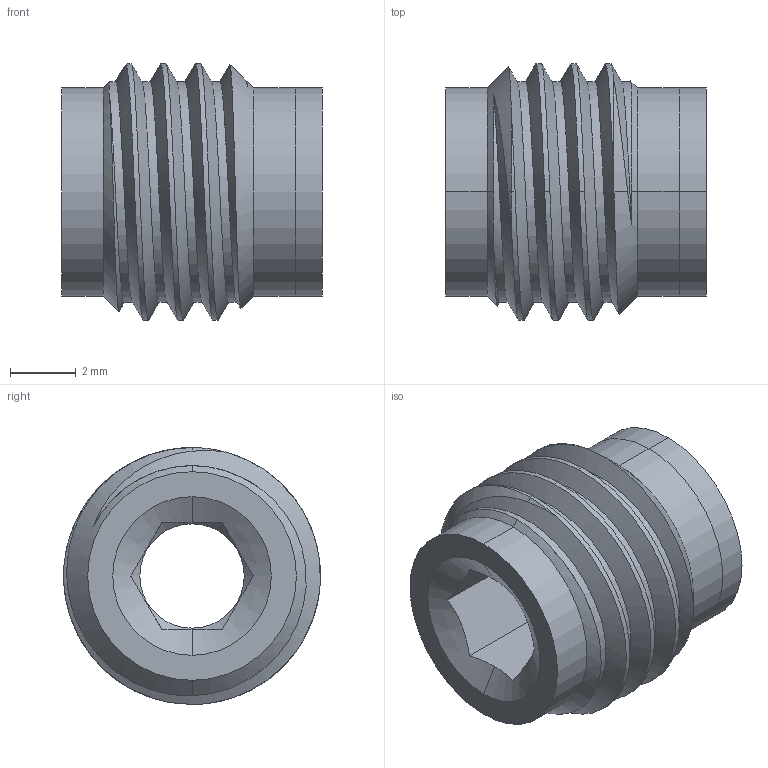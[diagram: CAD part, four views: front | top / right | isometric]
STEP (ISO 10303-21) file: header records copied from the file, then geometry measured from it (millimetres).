
FILE_DESCRIPTION (( 'STEP AP203' ), '1' );
FILE_NAME ('FR-SS-.156.STEP', '2025-08-26T14:43:32', ( '' ), ( '' ), 'SwSTEP 2.0', 'SolidWorks 2018', '' );
FILE_SCHEMA (( 'CONFIG_CONTROL_DESIGN' ));
Length unit declared in the file: inch
Products named in the file (3): PRT-002405; PRT-000069; FR-SS-.156
Assembly tree (2 placements, depth 2):
  FR-SS-.156
    PRT-002405
    PRT-000069
Bounding box: 7.94 x 7.82 x 7.82 mm (x, y, z)
Volume: 205.4 mm3; surface area: 463 mm2
Topology: 2 solids, 2 shells, 46 faces, 111 edges, 71 vertices
Faces by surface type: cylinder 19, cone 12, plane 12, bspline 3
Entity records: 4934 total; most frequent: CARTESIAN_POINT 3605, ORIENTED_EDGE 222, DIRECTION 204, EDGE_CURVE 111, AXIS2_PLACEMENT_3D 81, VERTEX_POINT 71, EDGE_LOOP 52, FACE_OUTER_BOUND 46
